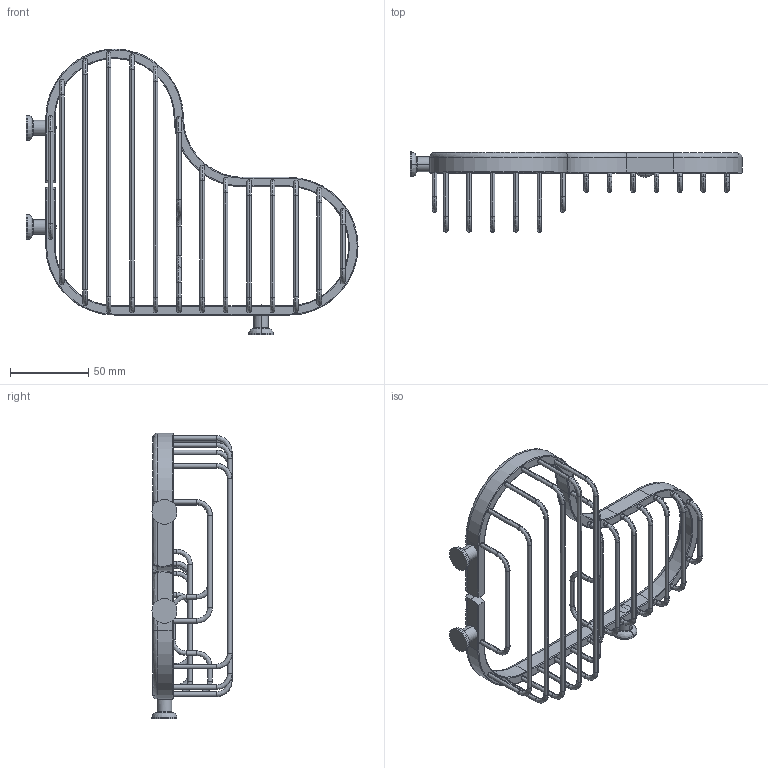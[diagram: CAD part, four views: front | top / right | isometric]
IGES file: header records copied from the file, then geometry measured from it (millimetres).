
Start section:  PTC IGES file: g504.igs
Global section: file name: g504.igs; native system: Creo Parametric by PTC Inc.; preprocessor: 2018400; author: jinson.thomas; organization: Unknown; date: 20220112.112312; units: inch
Bounding box: 212.7 x 51.28 x 183.08 mm (x, y, z)
Volume: 63404.5 mm3; surface area: 42358 mm2
Topology: 1 solids, 1 shells, 234 faces, 526 edges, 291 vertices
Faces by surface type: revolution 218, bspline 16
